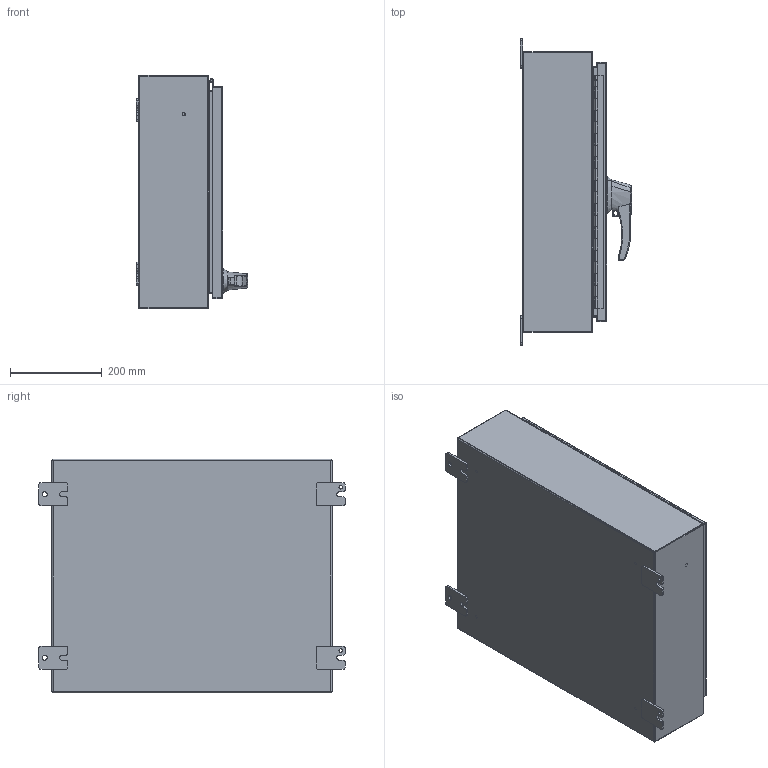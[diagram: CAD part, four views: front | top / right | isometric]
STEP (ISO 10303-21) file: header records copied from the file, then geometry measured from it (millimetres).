
FILE_DESCRIPTION (( 'STEP AP214' ), '1' );
FILE_NAME ('HW24206GYHK.STEP', '2019-08-27T16:04:41', ( '' ), ( '' ), 'SwSTEP 2.0', 'SolidWorks 2018', '' );
FILE_SCHEMA (( 'AUTOMOTIVE_DESIGN' ));
Length unit declared in the file: inch
Products named in the file (1): HW24206GYHK
Bounding box: 241.6 x 666.75 x 508 mm (x, y, z)
Volume: 2562064.4 mm3; surface area: 2535336.4 mm2
Topology: 44 solids, 45 shells, 1450 faces, 3589 edges, 2279 vertices
Faces by surface type: plane 725, cylinder 556, bspline 117, cone 52
Entity records: 101637 total; most frequent: CARTESIAN_POINT 48522, ORIENTED_EDGE 7162, DIRECTION 6621, EDGE_CURVE 3581, VERTEX_POINT 2279, AXIS2_PLACEMENT_3D 2245, VECTOR 2131, LINE 2131
